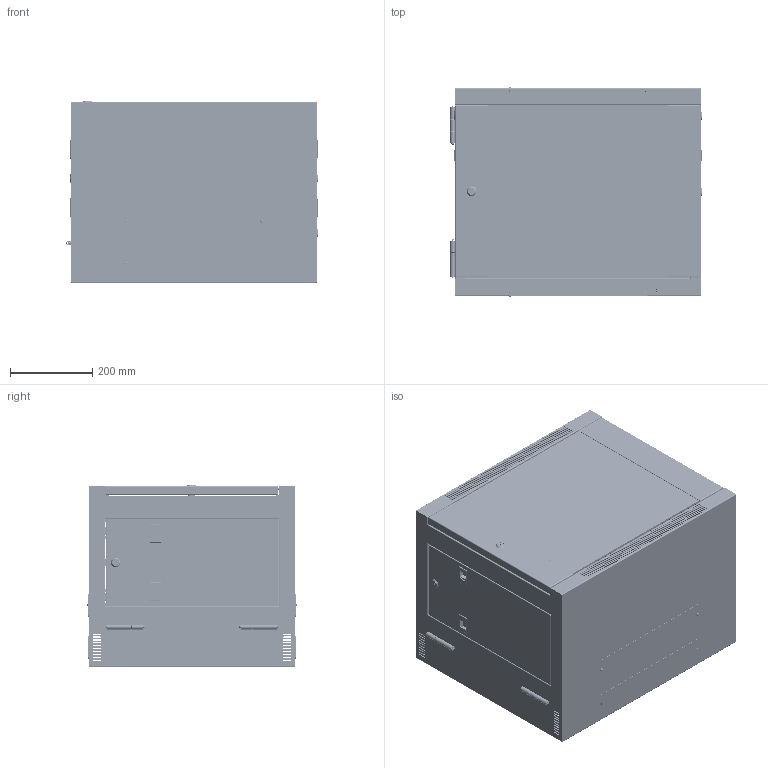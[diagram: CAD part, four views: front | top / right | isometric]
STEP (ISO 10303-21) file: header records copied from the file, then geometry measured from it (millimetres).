
FILE_DESCRIPTION (( 'STEP AP214' ), '1' );
FILE_NAME ('SMC-SMT6409D-D_3D.step', '2024-03-27T23:01:19', ( '' ), ( '' ), 'SwSTEP 2.0', 'SolidWorks 2022', '' );
FILE_SCHEMA (( 'AUTOMOTIVE_DESIGN' ));
Length unit declared in the file: inch
Products named in the file (41): SHUOA_7; DI_7; MS725_7; PDU-K0_ASM_7; M6_16_7; HK_7; MENZHOU2_7; SHUOLUOA_7; GB9074-4-88-M3X6A_7; MENTIAO-1_7; CM_7; MENZHOU1_7; JH060004_7; SHUOLUO_7; SUO22_ASM_7; M4X8LS_7; JH060009_7; SHUOSHEA_7; PDU_K2_7; QLZ_7; MENZHOU_ASM_7; BOLI_7; HZJ1_7; LX-GT_7; SUO1_ASM_7; SMC-SMT6409D-D_3D; FUJIAN-2_7; XX_7; HYLZ_7; PDU_K1_7; SHUOLUOMU_7; SHUOSHE_7; MENTIAO_7; CM_ASM_7; MEN_ASM_7; SHUO_7; GB9074-4-88-M3X6_7; HK_ASM_7; DG_7; SHOU_ASM_7 ...
Assembly tree (67 placements, depth 4):
  SMC-SMT6409D-D_3D
    DG_7
    QLZ_7  x2
    HYLZ_7  x2
    DI_7
    HZJ1_7  x4
    JH060009_7  x4
    JH060004_7  x2
    HK_ASM_7
      HK_7
      JH060004_7  x2
      FUJIAN-2_7  x2
      MENZHOU_ASM_7  x2
        MENZHOU2_7
        MENZHOU1_7
    CM_ASM_7  x2
      CM_7
      PDU-K0_ASM_7
        PDU_K2_7
        PDU_K1_7
      SUO22_ASM_7
        SHUOA_7
        SHUOLUOA_7
        SHUOSHEA_7
        GB9074-4-88-M3X6A_7
    SUO1_ASM_7
      MS725_7
      SHUOLUOMU_7
      2222_7
    M6_16_7  x2
    M4X8LS_7  x8
    LX-GT_7  x2
    MEN_ASM_7
      MENTIAO-1_7
      MENTIAO_7
      BOLI_7
      SHOU_ASM_7
        SHUO_7
        GB9074-4-88-M3X6_7
        SHUOSHE_7
        SHUOLUO_7
      XX_7  x2
Bounding box: 612.6 x 509.23 x 444.45 mm (x, y, z)
Volume: 1812682.8 mm3; surface area: 4423589.6 mm2
Topology: 86 solids, 95 shells, 5637 faces, 16371 edges, 10870 vertices
Faces by surface type: plane 3226, cylinder 1934, bspline 399, cone 72, torus 6
Entity records: 144161 total; most frequent: CARTESIAN_POINT 63778, ORIENTED_EDGE 16899, DIRECTION 15164, EDGE_CURVE 8488, VERTEX_POINT 5555, VECTOR 5106, LINE 5106, AXIS2_PLACEMENT_3D 5029
